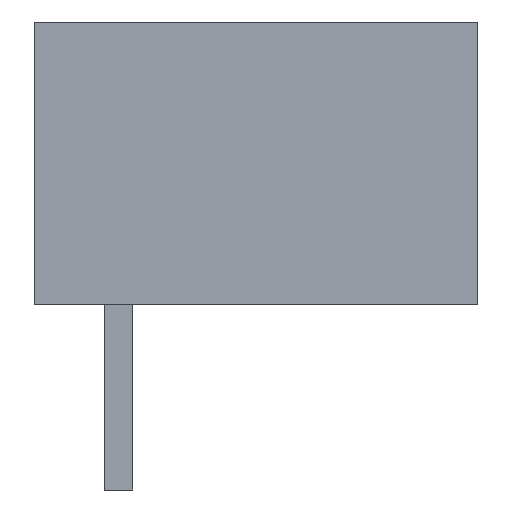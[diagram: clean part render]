
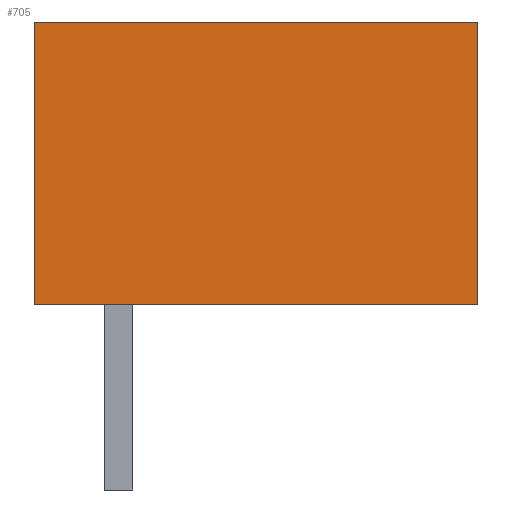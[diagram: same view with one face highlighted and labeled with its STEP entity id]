
A CAD part, left-side view. The second image highlights one B-rep face of the part: STEP entity #705.
In plain terms, the highlighted planar face has unit normal (-1, 0, 0).
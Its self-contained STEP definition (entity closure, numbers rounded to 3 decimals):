
#86 = LINE ( 'NONE', #1497, #1977 ) ;
#111 = CARTESIAN_POINT ( 'NONE',  ( -3.375, 0., 3.5 ) ) ;
#249 = VECTOR ( 'NONE', #1376, 1000. ) ;
#262 = DIRECTION ( 'NONE',  ( 0., -1., 0. ) ) ;
#280 = CARTESIAN_POINT ( 'NONE',  ( -3.375, 0., 3.5 ) ) ;
#305 = CARTESIAN_POINT ( 'NONE',  ( -3.375, 5.5, 3.5 ) ) ;
#341 = ORIENTED_EDGE ( 'NONE', *, *, #2018, .F. ) ;
#386 = DIRECTION ( 'NONE',  ( 1., 0., 0. ) ) ;
#390 = DIRECTION ( 'NONE',  ( 0., 0., -1. ) ) ;
#483 = VERTEX_POINT ( 'NONE', #2028 ) ;
#705 = ADVANCED_FACE ( 'NONE', ( #1819 ), #1800, .F. ) ;
#719 = CARTESIAN_POINT ( 'NONE',  ( -3.375, 5.5, 3.5 ) ) ;
#769 = ORIENTED_EDGE ( 'NONE', *, *, #1476, .T. ) ;
#867 = DIRECTION ( 'NONE',  ( 0., 0., -1. ) ) ;
#875 = LINE ( 'NONE', #1831, #1694 ) ;
#998 = DIRECTION ( 'NONE',  ( 0., -1., 0. ) ) ;
#1010 = EDGE_CURVE ( 'NONE', #1818, #1610, #875, .T. ) ;
#1023 = VERTEX_POINT ( 'NONE', #1668 ) ;
#1348 = ORIENTED_EDGE ( 'NONE', *, *, #1487, .T. ) ;
#1365 = VECTOR ( 'NONE', #390, 1000. ) ;
#1376 = DIRECTION ( 'NONE',  ( 0., 0., -1. ) ) ;
#1476 = EDGE_CURVE ( 'NONE', #483, #1023, #86, .T. ) ;
#1481 = LINE ( 'NONE', #719, #1365 ) ;
#1487 = EDGE_CURVE ( 'NONE', #1818, #483, #1481, .T. ) ;
#1491 = EDGE_LOOP ( 'NONE', ( #769, #341, #1910, #1348 ) ) ;
#1497 = CARTESIAN_POINT ( 'NONE',  ( -3.375, 0., 0. ) ) ;
#1511 = CARTESIAN_POINT ( 'NONE',  ( -3.375, 0., 3.5 ) ) ;
#1610 = VERTEX_POINT ( 'NONE', #280 ) ;
#1654 = LINE ( 'NONE', #111, #249 ) ;
#1668 = CARTESIAN_POINT ( 'NONE',  ( -3.375, 0., 0. ) ) ;
#1694 = VECTOR ( 'NONE', #262, 1000. ) ;
#1800 = PLANE ( 'NONE',  #1983 ) ;
#1818 = VERTEX_POINT ( 'NONE', #305 ) ;
#1819 = FACE_OUTER_BOUND ( 'NONE', #1491, .T. ) ;
#1831 = CARTESIAN_POINT ( 'NONE',  ( -3.375, 0., 3.5 ) ) ;
#1910 = ORIENTED_EDGE ( 'NONE', *, *, #1010, .F. ) ;
#1977 = VECTOR ( 'NONE', #998, 1000. ) ;
#1983 = AXIS2_PLACEMENT_3D ( 'NONE', #1511, #386, #867 ) ;
#2018 = EDGE_CURVE ( 'NONE', #1610, #1023, #1654, .T. ) ;
#2028 = CARTESIAN_POINT ( 'NONE',  ( -3.375, 5.5, 0. ) ) ;
